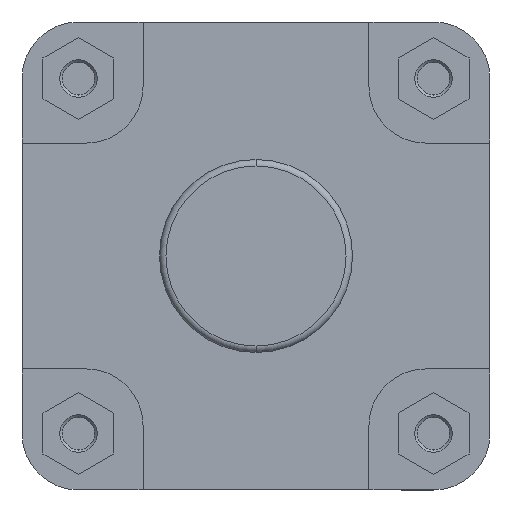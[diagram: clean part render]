
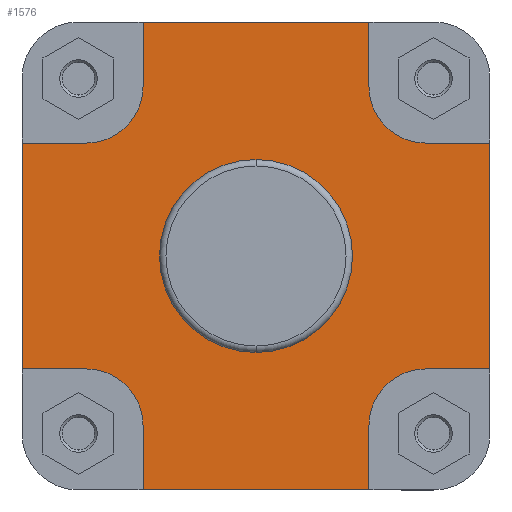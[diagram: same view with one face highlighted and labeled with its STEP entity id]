
A CAD part, left-side view. The second image highlights one B-rep face of the part: STEP entity #1576.
In plain terms, the highlighted planar face has unit normal (-1, 0, 0).
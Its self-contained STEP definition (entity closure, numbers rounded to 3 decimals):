
#15 = DIRECTION ( 'NONE',  ( -1., 0., 0. ) ) ;
#54 = CARTESIAN_POINT ( 'NONE',  ( 46., 0., 0. ) ) ;
#57 = DIRECTION ( 'NONE',  ( 0., 0., 1. ) ) ;
#125 = DIRECTION ( 'NONE',  ( 0., 0., -1. ) ) ;
#482 = EDGE_CURVE ( 'NONE', #2565, #2563, #1566, .T. ) ;
#1022 = CARTESIAN_POINT ( 'NONE',  ( 46., 0., -29.9 ) ) ;
#1024 = CARTESIAN_POINT ( 'NONE',  ( 46., 0., 29.9 ) ) ;
#1149 = CARTESIAN_POINT ( 'NONE',  ( 46., 35., -72.5 ) ) ;
#1150 = CARTESIAN_POINT ( 'NONE',  ( 46., -35., -72.5 ) ) ;
#1153 = CARTESIAN_POINT ( 'NONE',  ( 46., -35., -52.5 ) ) ;
#1154 = CARTESIAN_POINT ( 'NONE',  ( 46., -52.5, -35. ) ) ;
#1209 = CARTESIAN_POINT ( 'NONE',  ( 46., 72.5, -35. ) ) ;
#1210 = CARTESIAN_POINT ( 'NONE',  ( 46., 52.5, -35. ) ) ;
#1211 = CARTESIAN_POINT ( 'NONE',  ( 46., 35., -52.5 ) ) ;
#1214 = CARTESIAN_POINT ( 'NONE',  ( 46., 35., 72.5 ) ) ;
#1215 = CARTESIAN_POINT ( 'NONE',  ( 46., 35., 52.5 ) ) ;
#1216 = CARTESIAN_POINT ( 'NONE',  ( 46., 52.5, 35. ) ) ;
#1217 = CARTESIAN_POINT ( 'NONE',  ( 46., 72.5, 35. ) ) ;
#1218 = CARTESIAN_POINT ( 'NONE',  ( 46., -52.5, 35. ) ) ;
#1219 = CARTESIAN_POINT ( 'NONE',  ( 46., -35., 52.5 ) ) ;
#1220 = CARTESIAN_POINT ( 'NONE',  ( 46., -35., 72.5 ) ) ;
#1221 = CARTESIAN_POINT ( 'NONE',  ( 46., -72.5, -35. ) ) ;
#1222 = CARTESIAN_POINT ( 'NONE',  ( 46., -72.5, 35. ) ) ;
#1465 = CARTESIAN_POINT ( 'NONE',  ( 46., -159.641, 72.5 ) ) ;
#1475 = CARTESIAN_POINT ( 'NONE',  ( 46., -35., 72.5 ) ) ;
#1476 = DIRECTION ( 'NONE',  ( 0., 0., -1. ) ) ;
#1477 = CARTESIAN_POINT ( 'NONE',  ( 46., -52.5, 52.5 ) ) ;
#1478 = DIRECTION ( 'NONE',  ( 0., -1., 0. ) ) ;
#1479 = DIRECTION ( 'NONE',  ( -1., 0., 0. ) ) ;
#1480 = DIRECTION ( 'NONE',  ( 0., 0., -1. ) ) ;
#1481 = CARTESIAN_POINT ( 'NONE',  ( 46., -52.5, 35. ) ) ;
#1482 = DIRECTION ( 'NONE',  ( 0., -1., 0. ) ) ;
#1483 = CARTESIAN_POINT ( 'NONE',  ( 46., -72.5, -35. ) ) ;
#1484 = CARTESIAN_POINT ( 'NONE',  ( 46., -72.5, 0. ) ) ;
#1485 = DIRECTION ( 'NONE',  ( 0., 0., 1. ) ) ;
#1486 = CARTESIAN_POINT ( 'NONE',  ( 46., -52.5, -52.5 ) ) ;
#1487 = DIRECTION ( 'NONE',  ( -1., 0., 0. ) ) ;
#1488 = DIRECTION ( 'NONE',  ( 0., 0., -1. ) ) ;
#1490 = DIRECTION ( 'NONE',  ( 0., 1., 0. ) ) ;
#1491 = CARTESIAN_POINT ( 'NONE',  ( 46., -159.641, -72.5 ) ) ;
#1492 = DIRECTION ( 'NONE',  ( 0., -1., 0. ) ) ;
#1494 = CARTESIAN_POINT ( 'NONE',  ( 46., -35., -52.5 ) ) ;
#1495 = DIRECTION ( 'NONE',  ( 0., 0., -1. ) ) ;
#1566 = CIRCLE ( 'NONE', #6949, 29.9 ) ;
#1576 = ADVANCED_FACE ( 'NONE', ( #6378, #6399 ), #1918, .F. ) ;
#1911 = DIRECTION ( 'NONE',  ( 1., 0., 0. ) ) ;
#1918 = PLANE ( 'NONE',  #6967 ) ;
#1919 = CARTESIAN_POINT ( 'NONE',  ( 46., 29.9, 0. ) ) ;
#2563 = VERTEX_POINT ( 'NONE', #1022 ) ;
#2565 = VERTEX_POINT ( 'NONE', #1024 ) ;
#2704 = VERTEX_POINT ( 'NONE', #1149 ) ;
#2705 = VERTEX_POINT ( 'NONE', #1150 ) ;
#2708 = VERTEX_POINT ( 'NONE', #1153 ) ;
#2709 = VERTEX_POINT ( 'NONE', #1154 ) ;
#2764 = VERTEX_POINT ( 'NONE', #1209 ) ;
#2765 = VERTEX_POINT ( 'NONE', #1210 ) ;
#2766 = VERTEX_POINT ( 'NONE', #1211 ) ;
#2769 = VERTEX_POINT ( 'NONE', #1214 ) ;
#2770 = VERTEX_POINT ( 'NONE', #1215 ) ;
#2771 = VERTEX_POINT ( 'NONE', #1216 ) ;
#2772 = VERTEX_POINT ( 'NONE', #1217 ) ;
#2773 = VERTEX_POINT ( 'NONE', #1218 ) ;
#2774 = VERTEX_POINT ( 'NONE', #1219 ) ;
#2775 = VERTEX_POINT ( 'NONE', #1220 ) ;
#2776 = VERTEX_POINT ( 'NONE', #1221 ) ;
#2777 = VERTEX_POINT ( 'NONE', #1222 ) ;
#3732 = ORIENTED_EDGE ( 'NONE', *, *, #6464, .F. ) ;
#3733 = ORIENTED_EDGE ( 'NONE', *, *, #6470, .F. ) ;
#3734 = ORIENTED_EDGE ( 'NONE', *, *, #6468, .F. ) ;
#3735 = ORIENTED_EDGE ( 'NONE', *, *, #6467, .F. ) ;
#3736 = ORIENTED_EDGE ( 'NONE', *, *, #6466, .F. ) ;
#3737 = ORIENTED_EDGE ( 'NONE', *, *, #6465, .F. ) ;
#3738 = ORIENTED_EDGE ( 'NONE', *, *, #6502, .F. ) ;
#3739 = ORIENTED_EDGE ( 'NONE', *, *, #6441, .F. ) ;
#3740 = ORIENTED_EDGE ( 'NONE', *, *, #6440, .F. ) ;
#3741 = ORIENTED_EDGE ( 'NONE', *, *, #6442, .F. ) ;
#3742 = ORIENTED_EDGE ( 'NONE', *, *, #6443, .F. ) ;
#3743 = ORIENTED_EDGE ( 'NONE', *, *, #6444, .T. ) ;
#3744 = ORIENTED_EDGE ( 'NONE', *, *, #6446, .F. ) ;
#3745 = ORIENTED_EDGE ( 'NONE', *, *, #6445, .F. ) ;
#3746 = ORIENTED_EDGE ( 'NONE', *, *, #6448, .F. ) ;
#3747 = ORIENTED_EDGE ( 'NONE', *, *, #6447, .T. ) ;
#3748 = ORIENTED_EDGE ( 'NONE', *, *, #6469, .F. ) ;
#3749 = ORIENTED_EDGE ( 'NONE', *, *, #482, .F. ) ;
#3909 = EDGE_LOOP ( 'NONE', ( #3747, #3746, #3745, #3744, #3743, #3742, #3741, #3740, #3739, #3738, #3737, #3736, #3735, #3734, #3733, #3732 ) ) ;
#3945 = EDGE_LOOP ( 'NONE', ( #3749, #3748 ) ) ;
#4479 = VECTOR ( 'NONE', #1482, 1000. ) ;
#4488 = LINE ( 'NONE', #1465, #4503 ) ;
#4492 = LINE ( 'NONE', #1481, #4479 ) ;
#4501 = LINE ( 'NONE', #1475, #4502 ) ;
#4502 = VECTOR ( 'NONE', #1476, 1000. ) ;
#4503 = VECTOR ( 'NONE', #1478, 1000. ) ;
#4505 = VECTOR ( 'NONE', #1490, 1000. ) ;
#4506 = CIRCLE ( 'NONE', #7225, 17.5 ) ;
#4507 = LINE ( 'NONE', #1484, #4508 ) ;
#4508 = VECTOR ( 'NONE', #1485, 1000. ) ;
#4510 = LINE ( 'NONE', #1483, #4505 ) ;
#4511 = CIRCLE ( 'NONE', #7227, 17.5 ) ;
#4512 = LINE ( 'NONE', #1491, #4513 ) ;
#4513 = VECTOR ( 'NONE', #1492, 1000. ) ;
#4514 = LINE ( 'NONE', #1494, #4515 ) ;
#4515 = VECTOR ( 'NONE', #1495, 1000. ) ;
#4517 = LINE ( 'NONE', #4962, #4528 ) ;
#4524 = VECTOR ( 'NONE', #4958, 1000. ) ;
#4528 = VECTOR ( 'NONE', #4963, 1000. ) ;
#4533 = LINE ( 'NONE', #4957, #4524 ) ;
#4538 = CIRCLE ( 'NONE', #7238, 17.5 ) ;
#4539 = LINE ( 'NONE', #4964, #4540 ) ;
#4540 = VECTOR ( 'NONE', #4965, 1000. ) ;
#4541 = LINE ( 'NONE', #4967, #4542 ) ;
#4542 = VECTOR ( 'NONE', #4968, 1000. ) ;
#4546 = CIRCLE ( 'NONE', #7240, 29.9 ) ;
#4548 = CIRCLE ( 'NONE', #7239, 17.5 ) ;
#4605 = LINE ( 'NONE', #5042, #4606 ) ;
#4606 = VECTOR ( 'NONE', #5043, 1000. ) ;
#4957 = CARTESIAN_POINT ( 'NONE',  ( 46., 35., -72.5 ) ) ;
#4958 = DIRECTION ( 'NONE',  ( 0., 0., 1. ) ) ;
#4959 = CARTESIAN_POINT ( 'NONE',  ( 46., 52.5, 52.5 ) ) ;
#4960 = DIRECTION ( 'NONE',  ( -1., 0., 0. ) ) ;
#4961 = DIRECTION ( 'NONE',  ( 0., 0., -1. ) ) ;
#4962 = CARTESIAN_POINT ( 'NONE',  ( 46., 72.5, 35. ) ) ;
#4963 = DIRECTION ( 'NONE',  ( 0., -1., 0. ) ) ;
#4964 = CARTESIAN_POINT ( 'NONE',  ( 46., 72.5, 0. ) ) ;
#4965 = DIRECTION ( 'NONE',  ( 0., 0., 1. ) ) ;
#4966 = CARTESIAN_POINT ( 'NONE',  ( 46., 52.5, -52.5 ) ) ;
#4967 = CARTESIAN_POINT ( 'NONE',  ( 46., 52.5, -35. ) ) ;
#4968 = DIRECTION ( 'NONE',  ( 0., 1., 0. ) ) ;
#4969 = CARTESIAN_POINT ( 'NONE',  ( 46., 0., 0. ) ) ;
#4971 = DIRECTION ( 'NONE',  ( -1., 0., 0. ) ) ;
#4972 = DIRECTION ( 'NONE',  ( 0., 0., 1. ) ) ;
#4973 = DIRECTION ( 'NONE',  ( -1., 0., 0. ) ) ;
#4974 = DIRECTION ( 'NONE',  ( 0., 0., -1. ) ) ;
#5042 = CARTESIAN_POINT ( 'NONE',  ( 46., 35., 52.5 ) ) ;
#5043 = DIRECTION ( 'NONE',  ( 0., 0., 1. ) ) ;
#6378 = FACE_BOUND ( 'NONE', #3945, .T. ) ;
#6399 = FACE_OUTER_BOUND ( 'NONE', #3909, .T. ) ;
#6440 = EDGE_CURVE ( 'NONE', #2775, #2774, #4501, .T. ) ;
#6441 = EDGE_CURVE ( 'NONE', #2769, #2775, #4488, .T. ) ;
#6442 = EDGE_CURVE ( 'NONE', #2774, #2773, #4506, .T. ) ;
#6443 = EDGE_CURVE ( 'NONE', #2773, #2777, #4492, .T. ) ;
#6444 = EDGE_CURVE ( 'NONE', #2776, #2777, #4507, .T. ) ;
#6445 = EDGE_CURVE ( 'NONE', #2709, #2708, #4511, .T. ) ;
#6446 = EDGE_CURVE ( 'NONE', #2776, #2709, #4510, .T. ) ;
#6447 = EDGE_CURVE ( 'NONE', #2704, #2705, #4512, .T. ) ;
#6448 = EDGE_CURVE ( 'NONE', #2708, #2705, #4514, .T. ) ;
#6464 = EDGE_CURVE ( 'NONE', #2704, #2766, #4533, .T. ) ;
#6465 = EDGE_CURVE ( 'NONE', #2771, #2770, #4538, .T. ) ;
#6466 = EDGE_CURVE ( 'NONE', #2772, #2771, #4517, .T. ) ;
#6467 = EDGE_CURVE ( 'NONE', #2764, #2772, #4539, .T. ) ;
#6468 = EDGE_CURVE ( 'NONE', #2765, #2764, #4541, .T. ) ;
#6469 = EDGE_CURVE ( 'NONE', #2563, #2565, #4546, .T. ) ;
#6470 = EDGE_CURVE ( 'NONE', #2766, #2765, #4548, .T. ) ;
#6502 = EDGE_CURVE ( 'NONE', #2770, #2769, #4605, .T. ) ;
#6949 = AXIS2_PLACEMENT_3D ( 'NONE', #54, #15, #57 ) ;
#6967 = AXIS2_PLACEMENT_3D ( 'NONE', #1919, #1911, #125 ) ;
#7225 = AXIS2_PLACEMENT_3D ( 'NONE', #1477, #1479, #1480 ) ;
#7227 = AXIS2_PLACEMENT_3D ( 'NONE', #1486, #1487, #1488 ) ;
#7238 = AXIS2_PLACEMENT_3D ( 'NONE', #4959, #4960, #4961 ) ;
#7239 = AXIS2_PLACEMENT_3D ( 'NONE', #4966, #4973, #4974 ) ;
#7240 = AXIS2_PLACEMENT_3D ( 'NONE', #4969, #4971, #4972 ) ;
